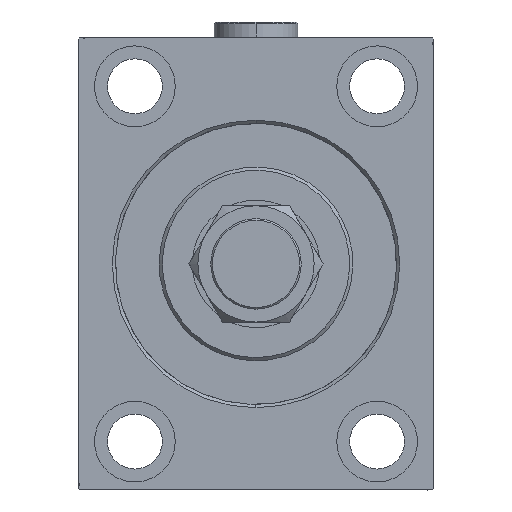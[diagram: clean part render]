
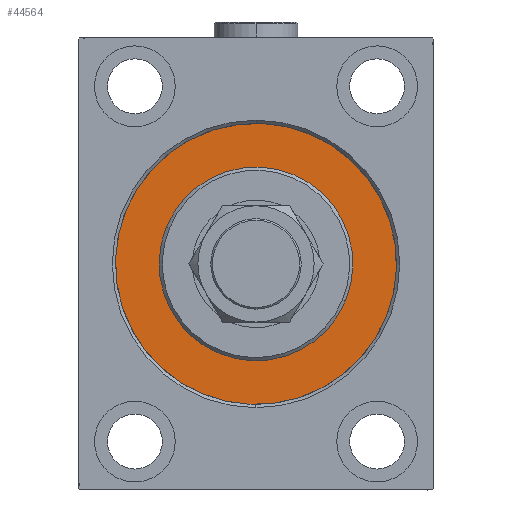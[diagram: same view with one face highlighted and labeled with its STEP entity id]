
A CAD part, left-side view. The second image highlights one B-rep face of the part: STEP entity #44564.
In plain terms, the highlighted face is planar.
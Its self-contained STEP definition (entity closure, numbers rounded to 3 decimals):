
#1044 = ORIENTED_EDGE ( 'NONE', *, *, #44834, .F. ) ;
#1050 = EDGE_LOOP ( 'NONE', ( #37495, #5532 ) ) ;
#1094 = CIRCLE ( 'NONE', #16263, 43.5 ) ;
#1212 = PLANE ( 'NONE',  #5484 ) ;
#1525 = CARTESIAN_POINT ( 'NONE',  ( 0., 0., 0. ) ) ;
#5484 = AXIS2_PLACEMENT_3D ( 'NONE', #44735, #31626, #35207 ) ;
#5532 = ORIENTED_EDGE ( 'NONE', *, *, #17519, .F. ) ;
#8495 = VERTEX_POINT ( 'NONE', #43642 ) ;
#11391 = DIRECTION ( 'NONE',  ( 0., 0., 1. ) ) ;
#11402 = DIRECTION ( 'NONE',  ( 0., 0., -1. ) ) ;
#14526 = CIRCLE ( 'NONE', #41082, 30. ) ;
#15265 = VERTEX_POINT ( 'NONE', #28278 ) ;
#16099 = AXIS2_PLACEMENT_3D ( 'NONE', #43979, #44457, #11402 ) ;
#16263 = AXIS2_PLACEMENT_3D ( 'NONE', #40629, #26127, #11391 ) ;
#16470 = ORIENTED_EDGE ( 'NONE', *, *, #39210, .F. ) ;
#17519 = EDGE_CURVE ( 'NONE', #38187, #15265, #1094, .T. ) ;
#22845 = FACE_BOUND ( 'NONE', #29309, .T. ) ;
#23283 = EDGE_CURVE ( 'NONE', #15265, #38187, #40634, .T. ) ;
#25807 = DIRECTION ( 'NONE',  ( 0., 0., 1. ) ) ;
#26127 = DIRECTION ( 'NONE',  ( -1., 0., 0. ) ) ;
#27497 = CIRCLE ( 'NONE', #16099, 30. ) ;
#28278 = CARTESIAN_POINT ( 'NONE',  ( 0., 0., -43.5 ) ) ;
#28586 = CARTESIAN_POINT ( 'NONE',  ( 0., 0., 30. ) ) ;
#29309 = EDGE_LOOP ( 'NONE', ( #1044, #16470 ) ) ;
#30210 = FACE_OUTER_BOUND ( 'NONE', #1050, .T. ) ;
#31626 = DIRECTION ( 'NONE',  ( -1., 0., 0. ) ) ;
#35207 = DIRECTION ( 'NONE',  ( 0., 0., 1. ) ) ;
#37495 = ORIENTED_EDGE ( 'NONE', *, *, #23283, .F. ) ;
#38187 = VERTEX_POINT ( 'NONE', #46201 ) ;
#39210 = EDGE_CURVE ( 'NONE', #8495, #39272, #14526, .T. ) ;
#39272 = VERTEX_POINT ( 'NONE', #28586 ) ;
#39983 = CARTESIAN_POINT ( 'NONE',  ( 0., 0., 0. ) ) ;
#40461 = DIRECTION ( 'NONE',  ( 1., 0., 0. ) ) ;
#40629 = CARTESIAN_POINT ( 'NONE',  ( 0., 0., 0. ) ) ;
#40634 = CIRCLE ( 'NONE', #43677, 43.5 ) ;
#41082 = AXIS2_PLACEMENT_3D ( 'NONE', #39983, #40461, #43568 ) ;
#43568 = DIRECTION ( 'NONE',  ( 0., 0., -1. ) ) ;
#43642 = CARTESIAN_POINT ( 'NONE',  ( 0., 0., -30. ) ) ;
#43677 = AXIS2_PLACEMENT_3D ( 'NONE', #1525, #43883, #25807 ) ;
#43883 = DIRECTION ( 'NONE',  ( -1., 0., 0. ) ) ;
#43979 = CARTESIAN_POINT ( 'NONE',  ( 0., 0., 0. ) ) ;
#44457 = DIRECTION ( 'NONE',  ( 1., 0., 0. ) ) ;
#44564 = ADVANCED_FACE ( 'NONE', ( #22845, #30210 ), #1212, .F. ) ;
#44735 = CARTESIAN_POINT ( 'NONE',  ( 0., 0., 0. ) ) ;
#44834 = EDGE_CURVE ( 'NONE', #39272, #8495, #27497, .T. ) ;
#46201 = CARTESIAN_POINT ( 'NONE',  ( 0., 0., 43.5 ) ) ;
